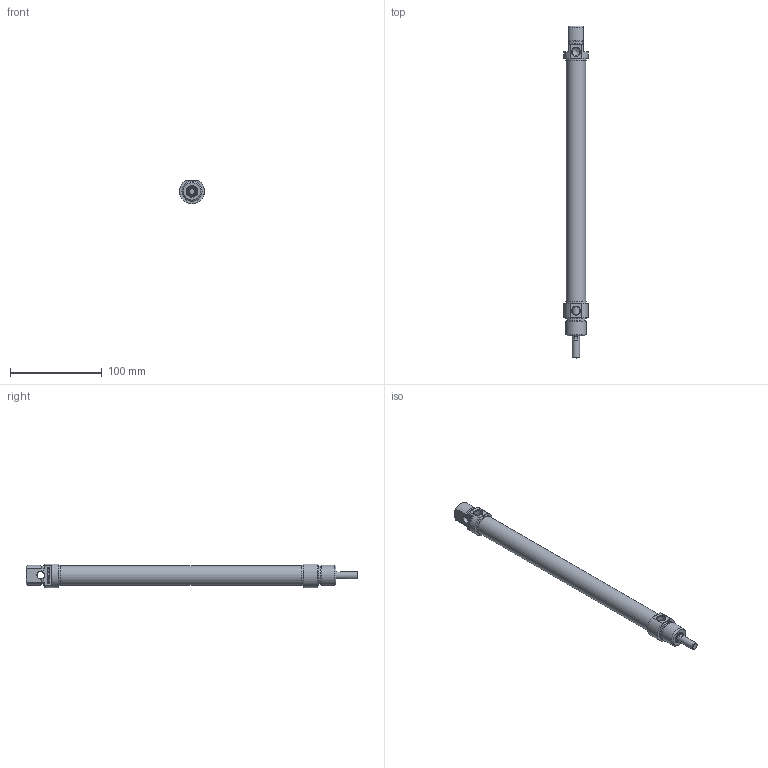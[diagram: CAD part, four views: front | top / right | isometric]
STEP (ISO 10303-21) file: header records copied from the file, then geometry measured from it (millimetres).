
FILE_DESCRIPTION( ( 'STEP AP214' ), '1' );
FILE_NAME( 'M-200-1000.stp', ' ', ( ' ' ), ( ' ' ), ' ', ' ', ' ' );
FILE_SCHEMA (('AUTOMOTIVE_DESIGN { 1 0 10303 214 3 1 1 }'));
Length unit declared in the file: centimetre
Products named in the file (1): (Unsaved)
Bounding box: 26.95 x 361 x 25.5 mm (x, y, z)
Volume: 54483 mm3; surface area: 51473.3 mm2
Topology: 4 solids, 4 shells, 528 faces, 1424 edges, 943 vertices
Faces by surface type: bspline 246, plane 220, cylinder 28, cone 26, torus 8
Full cylindrical faces by diameter (mm): 6 x1, 7.9 x1, 8 x2, 8.5 x1, 8.566 x2, 9.1 x1, 12 x1, 12.1 x1, 14.1 x1, 14.2 x1, 19.7 x1, 20 x1, 21.27 x1, 22 x2, 22.2 x2
Entity records: 18495 total; most frequent: CARTESIAN_POINT 7096, ORIENTED_EDGE 2734, DIRECTION 1522, EDGE_CURVE 1367, VERTEX_POINT 933, LINE 770, VECTOR 770, EDGE_LOOP 618
